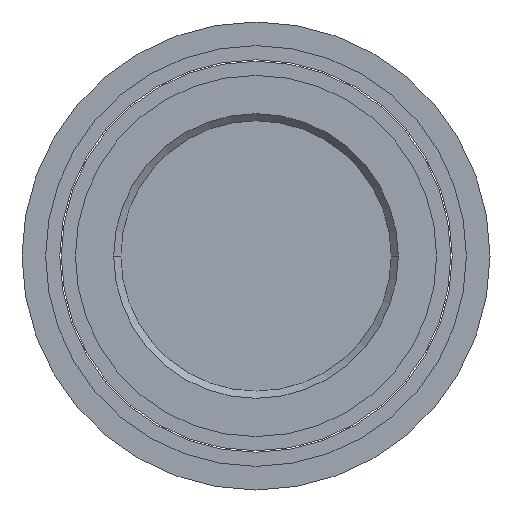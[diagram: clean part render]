
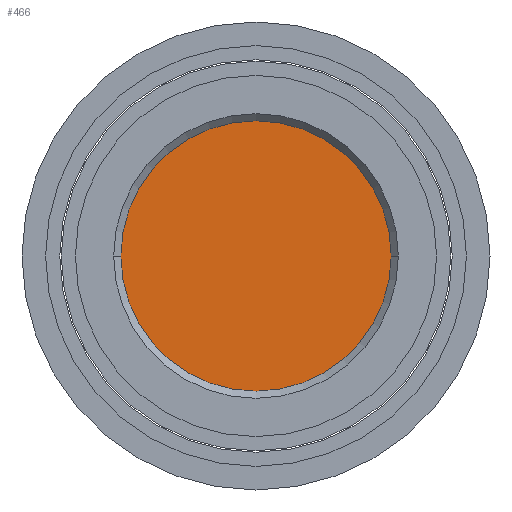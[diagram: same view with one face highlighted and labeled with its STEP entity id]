
A CAD part, front view. The second image highlights one B-rep face of the part: STEP entity #466.
In plain terms, the highlighted planar face has unit normal (0, -1, 0).
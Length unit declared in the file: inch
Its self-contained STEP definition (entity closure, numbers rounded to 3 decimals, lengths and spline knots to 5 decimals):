
#141=CARTESIAN_POINT('',(0.,0.,0.));
#142=DIRECTION('',(0.,-1.,0.));
#143=DIRECTION('',(-1.,0.,0.));
#144=AXIS2_PLACEMENT_3D('',#141,#142,#143);
#159=CARTESIAN_POINT('',(0.,0.,0.));
#160=DIRECTION('',(0.,-1.,0.));
#161=DIRECTION('',(1.,0.,0.));
#162=AXIS2_PLACEMENT_3D('',#159,#160,#161);
#201=CARTESIAN_POINT('',(0.143,0.,0.));
#202=CARTESIAN_POINT('',(-0.143,0.,0.));
#203=VERTEX_POINT('',#201);
#204=VERTEX_POINT('',#202);
#456=CARTESIAN_POINT('',(0.,0.,0.));
#457=DIRECTION('',(0.,-1.,0.));
#458=DIRECTION('',(-1.,0.,0.));
#459=AXIS2_PLACEMENT_3D('',#456,#457,#458);
#460=PLANE('',#459);
#462=ORIENTED_EDGE('',*,*,#461,.F.);
#463=ORIENTED_EDGE('',*,*,#446,.F.);
#464=EDGE_LOOP('',(#462,#463));
#465=FACE_OUTER_BOUND('',#464,.F.);
#466=ADVANCED_FACE('',(#465),#460,.T.);
#145=CIRCLE('',#144,0.143);
#163=CIRCLE('',#162,0.143);
#446=EDGE_CURVE('',#204,#203,#145,.T.);
#461=EDGE_CURVE('',#203,#204,#163,.T.);
